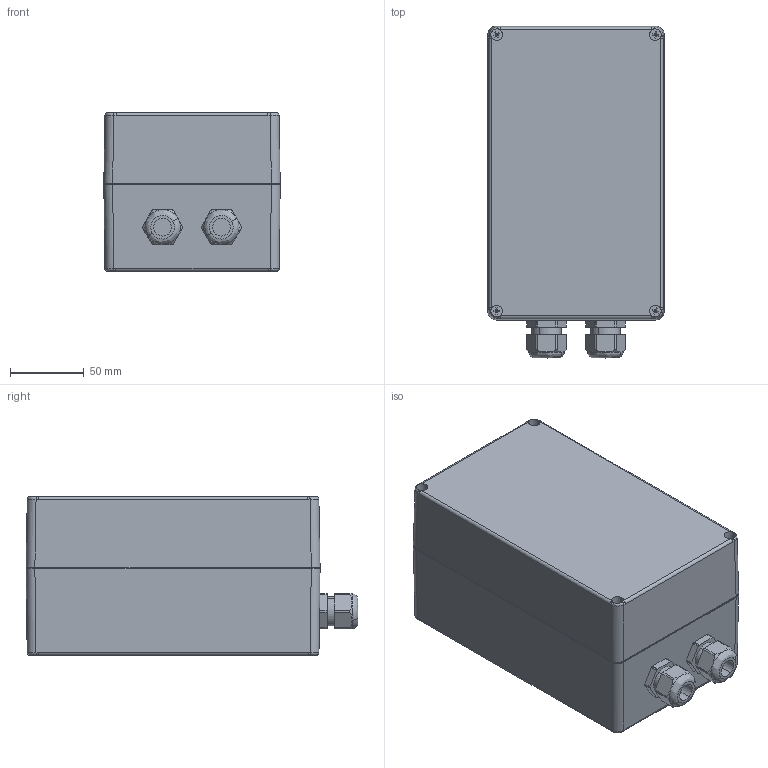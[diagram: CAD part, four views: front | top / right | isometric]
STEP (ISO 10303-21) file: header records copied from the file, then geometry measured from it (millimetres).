
FILE_DESCRIPTION (( 'STEP AP214' ), '1' );
FILE_NAME ('ADDEC_STPALL.STEP', '2022-09-23T13:15:49', ( '' ), ( '' ), 'SwSTEP 2.0', 'SolidWorks 2020', '' );
FILE_SCHEMA (( 'AUTOMOTIVE_DESIGN' ));
Length unit declared in the file: millimetre
Products named in the file (9): MP0994-RAIL DIN 35x7X100_100mm; ADDEC_STPALL; PP0375-DOWN CASING_DC; ISO 7045 - M3 x 4 - Z - 4S_ISO 7045 - M3 x 4 - Z - 4S; PP0374-UPPER CASING; ISO 7046-1 - M4 x 20 - Z - 20S_ISO 7046-1 - M4 x 20 - Z - 20S; VI-PRESSE ETOUPE M20; MP0933-FIXING PLATE; BN_1016_1381458_cross_recessed_pan_head_thread_cutting_screw_ST_2_9x6_5
Assembly tree (17 placements, depth 2):
  ADDEC_STPALL
    PP0375-DOWN CASING_DC
    MP0933-FIXING PLATE
    MP0994-RAIL DIN 35x7X100_100mm
    PP0374-UPPER CASING
    ISO 7046-1 - M4 x 20 - Z - 20S_ISO 7046-1 - M4 x 20 - Z - 20S  x4
    ISO 7045 - M3 x 4 - Z - 4S_ISO 7045 - M3 x 4 - Z - 4S  x2
    BN_1016_1381458_cross_recessed_pan_head_thread_cutting_screw_ST_2_9x6_5  x5
    VI-PRESSE ETOUPE M20  x2
Bounding box: 120 x 225.76 x 108 mm (x, y, z)
Volume: 417733.3 mm3; surface area: 312515.6 mm2
Topology: 17 solids, 17 shells, 1636 faces, 4225 edges, 2669 vertices
Faces by surface type: cone 646, plane 433, cylinder 427, bspline 48, torus 48, sphere 34
Entity records: 26488 total; most frequent: CARTESIAN_POINT 6435, DIRECTION 4338, ORIENTED_EDGE 4050, EDGE_CURVE 2025, AXIS2_PLACEMENT_3D 1745, VERTEX_POINT 1297, CIRCLE 984, EDGE_LOOP 886
